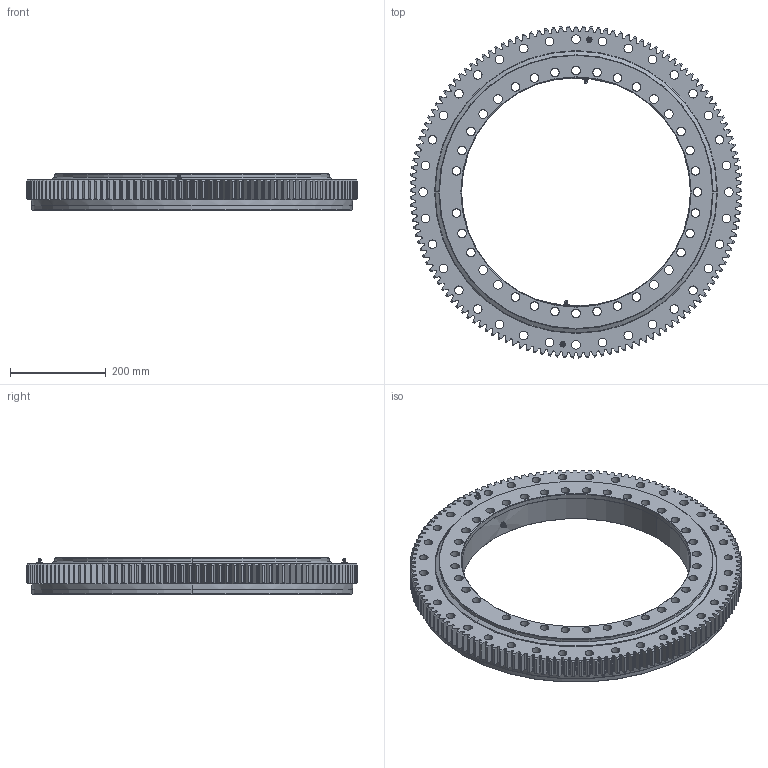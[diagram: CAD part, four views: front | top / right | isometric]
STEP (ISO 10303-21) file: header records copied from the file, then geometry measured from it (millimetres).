
FILE_DESCRIPTION (( 'STEP AP214' ), '1' );
FILE_NAME ('E.695.32.15.D.1.STEP', '2017-03-27T14:19:51', ( '' ), ( '' ), 'SwSTEP 2.0', 'SolidWorks 2015', '' );
FILE_SCHEMA (( 'AUTOMOTIVE_DESIGN' ));
Length unit declared in the file: millimetre
Products named in the file (7): Ball D32; C.695.B32B.C1N.1 - OR; C.695.B32B.C1N.1 - IR; E.695.32.15.D.1; Grease nipple M10x1mm; C.695.B32B.C1N.1 - OR Seal; C.695.B32B.C1N.1 - IR Seal
Assembly tree (56 placements, depth 2):
  E.695.32.15.D.1
    C.695.B32B.C1N.1 - IR
    C.695.B32B.C1N.1 - OR
    Ball D32  x48
    C.695.B32B.C1N.1 - IR Seal
    C.695.B32B.C1N.1 - OR Seal
    Grease nipple M10x1mm  x4
Bounding box: 694.99 x 694.95 x 77 mm (x, y, z)
Volume: 9797165.6 mm3; surface area: 1539239.9 mm2
Topology: 56 solids, 56 shells, 2010 faces, 5720 edges, 3738 vertices
Faces by surface type: bspline 685, plane 469, cone 368, cylinder 347, sphere 96, torus 45
Entity records: 64223 total; most frequent: CARTESIAN_POINT 21190, ORIENTED_EDGE 10340, DIRECTION 6594, EDGE_CURVE 5170, VERTEX_POINT 3374, AXIS2_PLACEMENT_3D 2353, B_SPLINE_CURVE_WITH_KNOTS 2107, EDGE_LOOP 1980
